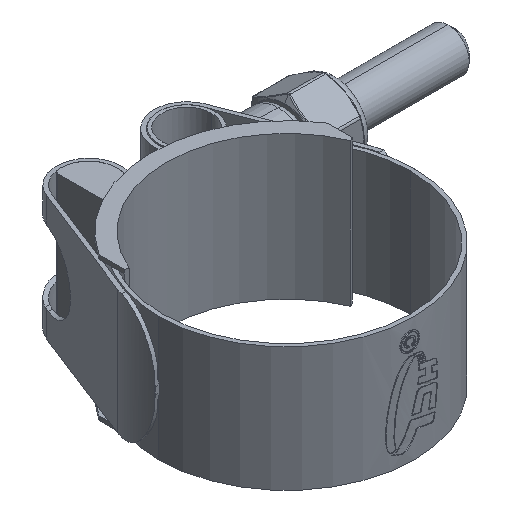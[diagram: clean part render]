
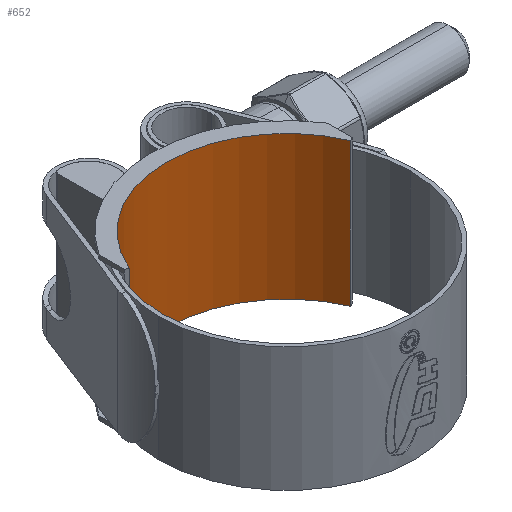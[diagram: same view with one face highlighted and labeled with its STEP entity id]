
A CAD part, isometric view. The second image highlights one B-rep face of the part: STEP entity #652.
In plain terms, the highlighted cylindrical face has radius 18.39 mm (diameter 36.78 mm), a partial arc.
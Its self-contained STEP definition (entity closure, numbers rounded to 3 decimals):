
#420 = VERTEX_POINT ( 'NONE', #7496 ) ;
#486 = VERTEX_POINT ( 'NONE', #14396 ) ;
#652 = ADVANCED_FACE ( 'NONE', ( #11535 ), #5838, .F. ) ;
#673 = CARTESIAN_POINT ( 'NONE',  ( 16.938, 7.162, -11. ) ) ;
#1022 = DIRECTION ( 'NONE',  ( 0., 0., -1. ) ) ;
#1198 = CIRCLE ( 'NONE', #3101, 18.39 ) ;
#1665 = ORIENTED_EDGE ( 'NONE', *, *, #12809, .T. ) ;
#1890 = ORIENTED_EDGE ( 'NONE', *, *, #5817, .F. ) ;
#2397 = CARTESIAN_POINT ( 'NONE',  ( 16.938, 7.162, 11. ) ) ;
#2831 = DIRECTION ( 'NONE',  ( 0., 0., 1. ) ) ;
#3017 = EDGE_LOOP ( 'NONE', ( #3181, #4482, #1890, #1665 ) ) ;
#3101 = AXIS2_PLACEMENT_3D ( 'NONE', #6421, #4251, #5302 ) ;
#3181 = ORIENTED_EDGE ( 'NONE', *, *, #6146, .F. ) ;
#3187 = DIRECTION ( 'NONE',  ( 1., 0., 0. ) ) ;
#3442 = CARTESIAN_POINT ( 'NONE',  ( 0., 0., 10.39 ) ) ;
#4251 = DIRECTION ( 'NONE',  ( 0., 0., 1. ) ) ;
#4482 = ORIENTED_EDGE ( 'NONE', *, *, #5092, .F. ) ;
#5092 = EDGE_CURVE ( 'NONE', #486, #420, #6946, .T. ) ;
#5302 = DIRECTION ( 'NONE',  ( 1., 0., 0. ) ) ;
#5412 = VERTEX_POINT ( 'NONE', #673 ) ;
#5493 = VECTOR ( 'NONE', #7931, 1000. ) ;
#5576 = VECTOR ( 'NONE', #2831, 1000. ) ;
#5817 = EDGE_CURVE ( 'NONE', #5412, #486, #1198, .T. ) ;
#5838 = CYLINDRICAL_SURFACE ( 'NONE', #6299, 18.39 ) ;
#6146 = EDGE_CURVE ( 'NONE', #420, #10812, #12215, .T. ) ;
#6299 = AXIS2_PLACEMENT_3D ( 'NONE', #3442, #11682, #13861 ) ;
#6421 = CARTESIAN_POINT ( 'NONE',  ( 0., 0., -11. ) ) ;
#6946 = LINE ( 'NONE', #11521, #5493 ) ;
#7496 = CARTESIAN_POINT ( 'NONE',  ( -16.938, 7.162, 11. ) ) ;
#7931 = DIRECTION ( 'NONE',  ( 0., 0., 1. ) ) ;
#8808 = CARTESIAN_POINT ( 'NONE',  ( 0., 0., 11. ) ) ;
#10768 = AXIS2_PLACEMENT_3D ( 'NONE', #8808, #1022, #3187 ) ;
#10812 = VERTEX_POINT ( 'NONE', #2397 ) ;
#10855 = LINE ( 'NONE', #14021, #5576 ) ;
#11521 = CARTESIAN_POINT ( 'NONE',  ( -16.938, 7.162, 10.39 ) ) ;
#11535 = FACE_OUTER_BOUND ( 'NONE', #3017, .T. ) ;
#11682 = DIRECTION ( 'NONE',  ( 0., 0., 1. ) ) ;
#12215 = CIRCLE ( 'NONE', #10768, 18.39 ) ;
#12809 = EDGE_CURVE ( 'NONE', #5412, #10812, #10855, .T. ) ;
#13861 = DIRECTION ( 'NONE',  ( 1., 0., 0. ) ) ;
#14021 = CARTESIAN_POINT ( 'NONE',  ( 16.938, 7.162, 10.39 ) ) ;
#14396 = CARTESIAN_POINT ( 'NONE',  ( -16.938, 7.162, -11. ) ) ;
